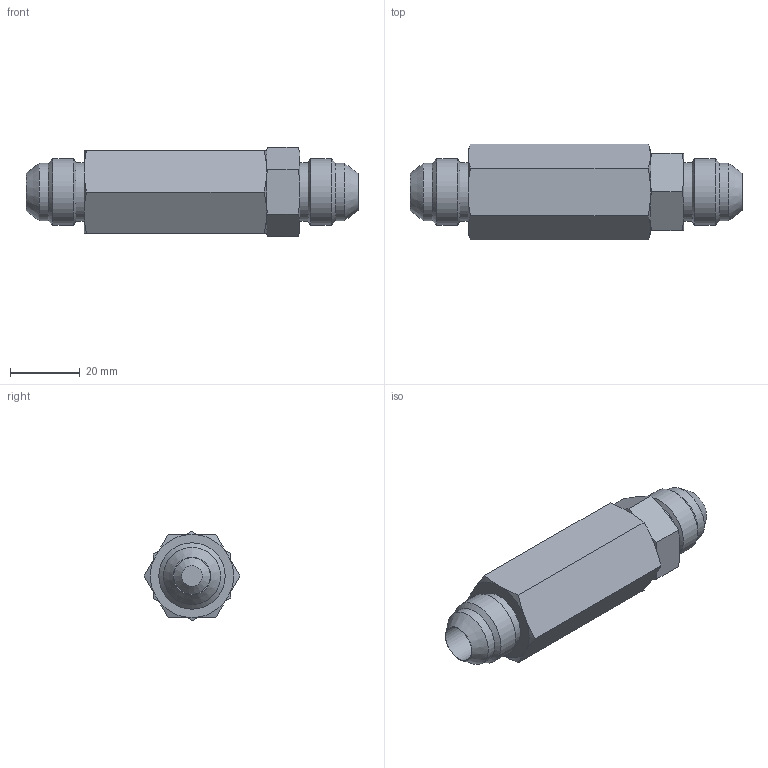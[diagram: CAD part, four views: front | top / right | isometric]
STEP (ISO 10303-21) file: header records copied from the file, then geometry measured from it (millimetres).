
FILE_DESCRIPTION(/* description */ (''),/* implementation_level */ '2;1');
FILE_NAME(/* name */ '10412-608.stp',/* time_stamp */ '2016-08-26T08:50:38-05:00',/* author */ ('jmc'),/* organization */ (''),/* preprocessor_version */ 'ST-DEVELOPER v16.1',/* originating_system */ 'Autodesk Inventor 2016',/* authorisation */ '');
FILE_SCHEMA (('AUTOMOTIVE_DESIGN { 1 0 10303 214 3 1 1 }'));
Length unit declared in the file: inch
Products named in the file (4): 320097; 220115; 990026; 10412-608
Assembly tree (3 placements, depth 2):
  10412-608
    320097
    220115
    990026
Bounding box: 95.35 x 27.48 x 25.66 mm (x, y, z)
Volume: 26556.9 mm3; surface area: 15927.1 mm2
Topology: 4 solids, 4 shells, 99 faces, 253 edges, 162 vertices
Faces by surface type: cone 40, cylinder 30, plane 27, torus 2
Full cylindrical faces by diameter (mm): 3.912 x6, 6.547 x1, 9.931 x1, 10.49 x1, 12.192 x1, 14.224 x1, 16.485 x2, 16.675 x1, 16.688 x2, 16.815 x2, 17.323 x2, 18.542 x1, 19.05 x3
Entity records: 3108 total; most frequent: CARTESIAN_POINT 945, DIRECTION 428, ORIENTED_EDGE 396, EDGE_CURVE 198, AXIS2_PLACEMENT_3D 196, EDGE_LOOP 159, VERTEX_POINT 149, FACE_OUTER_BOUND 99
